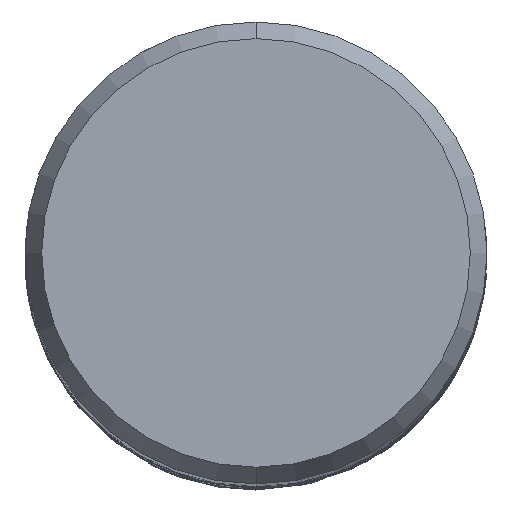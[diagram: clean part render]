
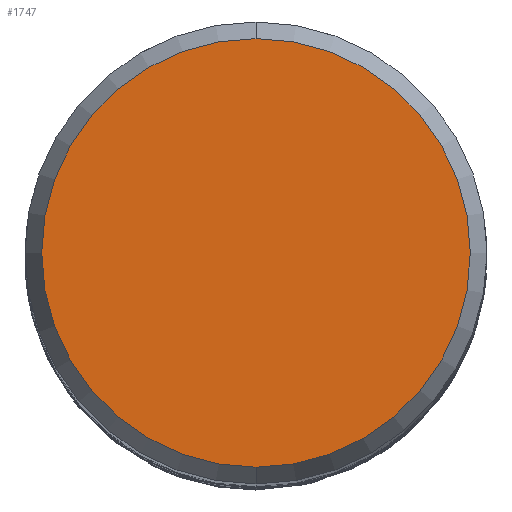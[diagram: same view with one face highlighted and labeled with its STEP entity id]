
A CAD part, top view. The second image highlights one B-rep face of the part: STEP entity #1747.
In plain terms, the highlighted planar face has unit normal (0, 0, 1).
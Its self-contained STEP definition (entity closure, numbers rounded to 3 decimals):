
#1665=EDGE_CURVE('',#1779,#2577,#3848,.T.);
#1747=ADVANCED_FACE('',(#3941),#3942,.T.);
#1779=VERTEX_POINT('',#3977);
#2543=EDGE_CURVE('',#2577,#1779,#4804,.T.);
#2577=VERTEX_POINT('',#4841);
#3848=CIRCLE('',#12788,7.423);
#3941=FACE_OUTER_BOUND('',#13611,.T.);
#3942=PLANE('',#13612);
#3977=CARTESIAN_POINT('',(0.,-7.423,0.0));
#4804=CIRCLE('',#25314,7.423);
#4841=CARTESIAN_POINT('',(0.0,7.423,0.0));
#12788=AXIS2_PLACEMENT_3D('',#35886,#35887,#35888);
#13611=EDGE_LOOP('',(#36013,#36014));
#13612=AXIS2_PLACEMENT_3D('',#36015,#36016,#36017);
#25314=AXIS2_PLACEMENT_3D('',#36898,#36899,#36900);
#35886=CARTESIAN_POINT('',(0.0,0.0,0.0));
#35887=DIRECTION('',(0.0,0.0,-1.0));
#35888=DIRECTION('',(0.0,1.0,0.0));
#36013=ORIENTED_EDGE('',*,*,#2543,.F.);
#36014=ORIENTED_EDGE('',*,*,#1665,.F.);
#36015=CARTESIAN_POINT('',(0.0,3.711,0.0));
#36016=DIRECTION('',(-0.0,0.0,1.0));
#36017=DIRECTION('',(0.0,-1.0,0.0));
#36898=CARTESIAN_POINT('',(0.0,0.0,0.0));
#36899=DIRECTION('',(0.0,0.0,-1.0));
#36900=DIRECTION('',(0.0,1.0,0.0));
